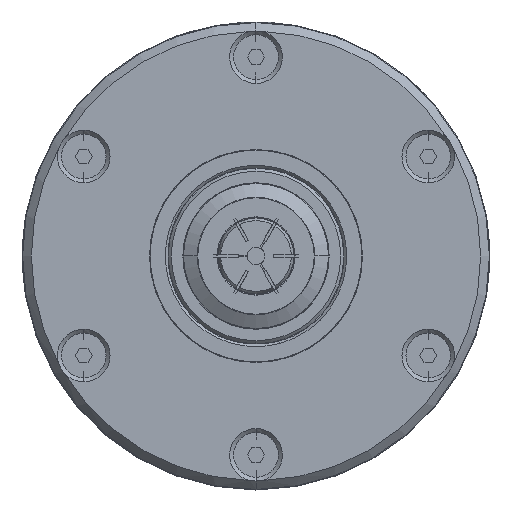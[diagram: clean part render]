
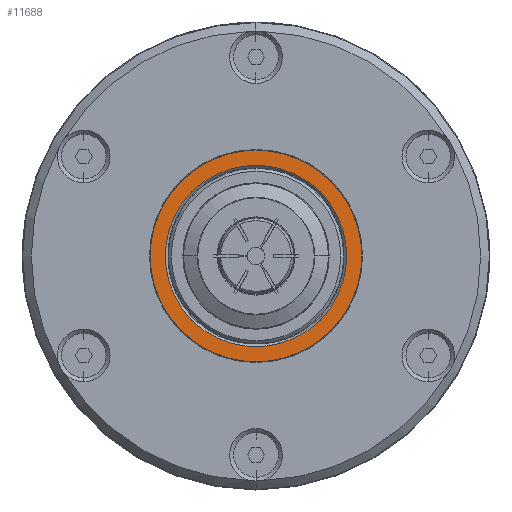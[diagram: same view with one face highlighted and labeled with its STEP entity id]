
A CAD part, left-side view. The second image highlights one B-rep face of the part: STEP entity #11688.
In plain terms, the highlighted planar face has unit normal (-1, 0, 0).
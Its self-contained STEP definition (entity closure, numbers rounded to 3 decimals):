
#707 = CARTESIAN_POINT ( 'NONE',  ( 8.1, -4.685, -17.483 ) ) ;
#1519 = VERTEX_POINT ( 'NONE', #23975 ) ;
#1775 = VERTEX_POINT ( 'NONE', #21803 ) ;
#1796 = VERTEX_POINT ( 'NONE', #21523 ) ;
#3864 = CIRCLE ( 'NONE', #10291, 15.5 ) ;
#6524 = AXIS2_PLACEMENT_3D ( 'NONE', #8841, #8688, #8585 ) ;
#6639 = AXIS2_PLACEMENT_3D ( 'NONE', #11517, #11421, #11329 ) ;
#8585 = DIRECTION ( 'NONE',  ( 0., -0.259, -0.966 ) ) ;
#8688 = DIRECTION ( 'NONE',  ( -1., 0., 0. ) ) ;
#8841 = CARTESIAN_POINT ( 'NONE',  ( 8.1, 0., 0. ) ) ;
#9483 = CIRCLE ( 'NONE', #15140, 18.1 ) ;
#10291 = AXIS2_PLACEMENT_3D ( 'NONE', #22286, #22234, #22204 ) ;
#11329 = DIRECTION ( 'NONE',  ( 0., -0.259, -0.966 ) ) ;
#11421 = DIRECTION ( 'NONE',  ( 1., 0., 0. ) ) ;
#11438 = FACE_BOUND ( 'NONE', #15456, .T. ) ;
#11500 = FACE_OUTER_BOUND ( 'NONE', #17192, .T. ) ;
#11517 = CARTESIAN_POINT ( 'NONE',  ( 8.1, 0., 0. ) ) ;
#11688 = ADVANCED_FACE ( 'NONE', ( #11500, #11438 ), #13095, .T. ) ;
#12008 = EDGE_CURVE ( 'NONE', #23554, #1519, #9483, .T. ) ;
#12994 = DIRECTION ( 'NONE',  ( 0., -0.259, -0.966 ) ) ;
#13035 = DIRECTION ( 'NONE',  ( -1., 0., 0. ) ) ;
#13095 = PLANE ( 'NONE',  #16471 ) ;
#13210 = EDGE_CURVE ( 'NONE', #1775, #1796, #3864, .T. ) ;
#13269 = CARTESIAN_POINT ( 'NONE',  ( 8.1, -17.532, 4.698 ) ) ;
#14036 = EDGE_CURVE ( 'NONE', #1796, #1775, #25454, .T. ) ;
#14076 = EDGE_CURVE ( 'NONE', #1519, #23554, #25266, .T. ) ;
#14727 = ORIENTED_EDGE ( 'NONE', *, *, #14076, .T. ) ;
#14905 = ORIENTED_EDGE ( 'NONE', *, *, #12008, .T. ) ;
#14962 = ORIENTED_EDGE ( 'NONE', *, *, #13210, .T. ) ;
#15140 = AXIS2_PLACEMENT_3D ( 'NONE', #24831, #24612, #24336 ) ;
#15178 = ORIENTED_EDGE ( 'NONE', *, *, #14036, .T. ) ;
#15456 = EDGE_LOOP ( 'NONE', ( #14962, #15178 ) ) ;
#16471 = AXIS2_PLACEMENT_3D ( 'NONE', #13269, #13035, #12994 ) ;
#17192 = EDGE_LOOP ( 'NONE', ( #14727, #14905 ) ) ;
#21523 = CARTESIAN_POINT ( 'NONE',  ( 8.1, 4.012, 14.972 ) ) ;
#21803 = CARTESIAN_POINT ( 'NONE',  ( 8.1, -4.012, -14.972 ) ) ;
#22204 = DIRECTION ( 'NONE',  ( 0., -0.259, -0.966 ) ) ;
#22234 = DIRECTION ( 'NONE',  ( 1., 0., 0. ) ) ;
#22286 = CARTESIAN_POINT ( 'NONE',  ( 8.1, 0., 0. ) ) ;
#23554 = VERTEX_POINT ( 'NONE', #707 ) ;
#23975 = CARTESIAN_POINT ( 'NONE',  ( 8.1, 4.685, 17.483 ) ) ;
#24336 = DIRECTION ( 'NONE',  ( 0., -0.259, -0.966 ) ) ;
#24612 = DIRECTION ( 'NONE',  ( -1., 0., 0. ) ) ;
#24831 = CARTESIAN_POINT ( 'NONE',  ( 8.1, 0., 0. ) ) ;
#25266 = CIRCLE ( 'NONE', #6524, 18.1 ) ;
#25454 = CIRCLE ( 'NONE', #6639, 15.5 ) ;
